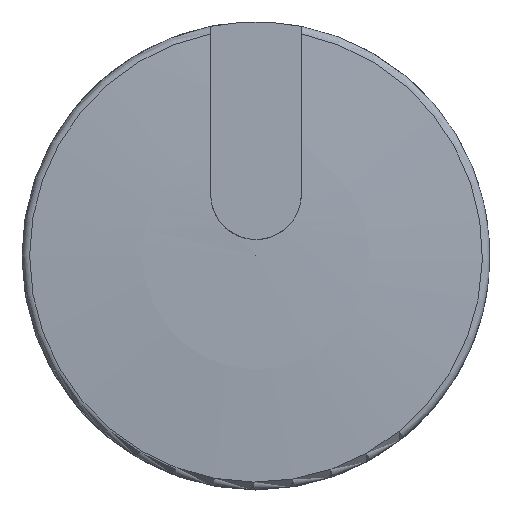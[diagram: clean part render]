
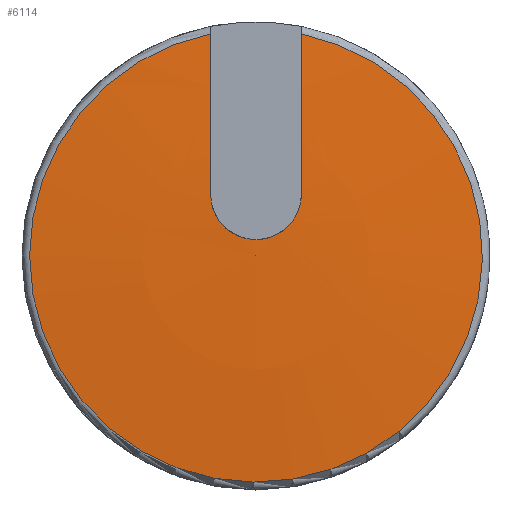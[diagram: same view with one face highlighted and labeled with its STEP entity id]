
A CAD part, top view. The second image highlights one B-rep face of the part: STEP entity #6114.
In plain terms, the highlighted spherical face has radius 270 mm.
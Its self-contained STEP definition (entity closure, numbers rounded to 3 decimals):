
#19=SPHERICAL_SURFACE('',#6876,270.);
#88=B_SPLINE_CURVE_WITH_KNOTS('',3,(#10589,#10590,#10591,#10592,#10593,
#10594,#10595),.UNSPECIFIED.,.F.,.F.,(4,1,1,1,4),(0.,0.004,
0.007,0.011,0.014),
 .UNSPECIFIED.);
#2612=ORIENTED_EDGE('',*,*,#3634,.F.);
#2613=ORIENTED_EDGE('',*,*,#3635,.F.);
#2614=ORIENTED_EDGE('',*,*,#3636,.F.);
#2615=ORIENTED_EDGE('',*,*,#3637,.F.);
#3634=EDGE_CURVE('',#4267,#4268,#4637,.F.);
#3635=EDGE_CURVE('',#4269,#4267,#4638,.T.);
#3636=EDGE_CURVE('',#4270,#4269,#4639,.F.);
#3637=EDGE_CURVE('',#4268,#4270,#88,.T.);
#4267=VERTEX_POINT('',#10583);
#4268=VERTEX_POINT('',#10584);
#4269=VERTEX_POINT('',#10586);
#4270=VERTEX_POINT('',#10588);
#4637=CIRCLE('',#6877,269.962);
#4638=CIRCLE('',#6878,22.467);
#4639=CIRCLE('',#6879,269.962);
#5078=EDGE_LOOP('',(#2612,#2613,#2614,#2615));
#5551=FACE_BOUND('',#5078,.T.);
#6114=ADVANCED_FACE('',(#5551),#19,.T.);
#6876=AXIS2_PLACEMENT_3D('',#10581,#8587,#8588);
#6877=AXIS2_PLACEMENT_3D('',#10582,#8589,#8590);
#6878=AXIS2_PLACEMENT_3D('',#10585,#8591,#8592);
#6879=AXIS2_PLACEMENT_3D('',#10587,#8593,#8594);
#8587=DIRECTION('',(0.,0.,-1.));
#8588=DIRECTION('',(0.,1.,0.));
#8589=DIRECTION('',(0.,1.,0.));
#8590=DIRECTION('',(0.,0.,1.));
#8591=DIRECTION('',(0.,0.,-1.));
#8592=DIRECTION('',(-1.,0.,0.));
#8593=DIRECTION('',(0.,-1.,0.));
#8594=DIRECTION('',(0.,0.,-1.));
#10581=CARTESIAN_POINT('',(0.,0.,-266.1));
#10582=CARTESIAN_POINT('',(0.,4.5,-266.1));
#10583=CARTESIAN_POINT('',(22.011,4.5,2.964));
#10584=CARTESIAN_POINT('',(6.1,4.5,3.794));
#10585=CARTESIAN_POINT('',(0.,0.,2.964));
#10586=CARTESIAN_POINT('',(22.011,-4.5,2.964));
#10587=CARTESIAN_POINT('',(0.,-4.5,-266.1));
#10588=CARTESIAN_POINT('',(6.1,-4.5,3.794));
#10589=CARTESIAN_POINT('',(6.1,4.5,3.794));
#10590=CARTESIAN_POINT('',(4.911,4.5,3.82));
#10591=CARTESIAN_POINT('',(2.58,3.525,3.873));
#10592=CARTESIAN_POINT('',(1.111,0.004,3.906));
#10593=CARTESIAN_POINT('',(2.577,-3.524,3.873));
#10594=CARTESIAN_POINT('',(4.911,-4.5,3.82));
#10595=CARTESIAN_POINT('',(6.1,-4.5,3.794));
